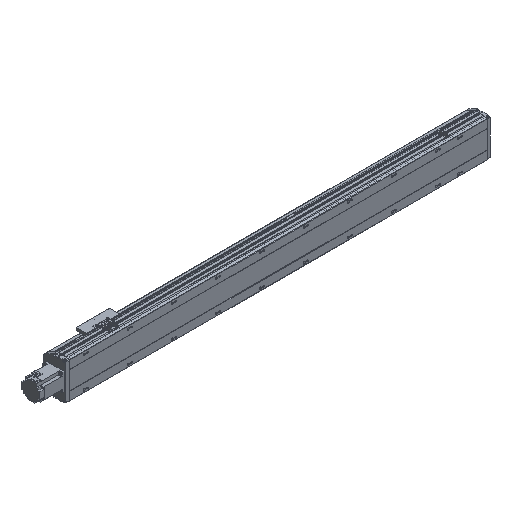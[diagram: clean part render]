
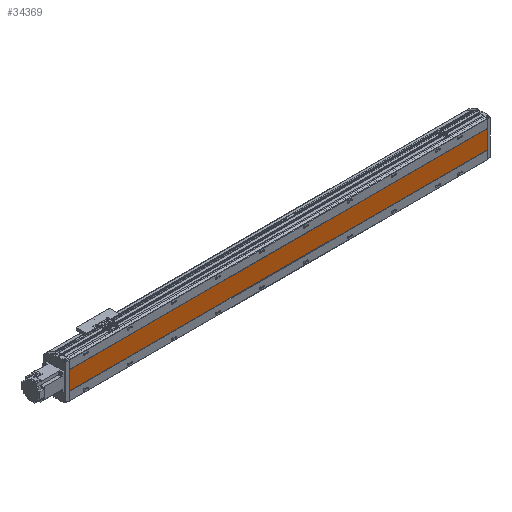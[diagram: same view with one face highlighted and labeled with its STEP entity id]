
A CAD part, isometric view. The second image highlights one B-rep face of the part: STEP entity #34369.
In plain terms, the highlighted planar face has unit normal (0, -1, 0).
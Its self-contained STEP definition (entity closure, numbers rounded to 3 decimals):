
#5131 = DIRECTION ( 'NONE',  ( -1., 0., 0. ) ) ;
#7575 = CARTESIAN_POINT ( 'NONE',  ( 1916., 1., 41.793 ) ) ;
#7600 = DIRECTION ( 'NONE',  ( 0., 0., -1. ) ) ;
#10409 = CARTESIAN_POINT ( 'NONE',  ( 17., 1., -41.793 ) ) ;
#10969 = VECTOR ( 'NONE', #7600, 1000. ) ;
#11516 = CARTESIAN_POINT ( 'NONE',  ( 1916., 1., 41.793 ) ) ;
#13123 = AXIS2_PLACEMENT_3D ( 'NONE', #7575, #21780, #18287 ) ;
#14674 = VERTEX_POINT ( 'NONE', #10409 ) ;
#14966 = CARTESIAN_POINT ( 'NONE',  ( 17., 1., 41.793 ) ) ;
#16960 = ORIENTED_EDGE ( 'NONE', *, *, #26459, .T. ) ;
#17061 = LINE ( 'NONE', #41605, #21812 ) ;
#17280 = DIRECTION ( 'NONE',  ( -1., 0., 0. ) ) ;
#18287 = DIRECTION ( 'NONE',  ( 1., 0., 0. ) ) ;
#18730 = CARTESIAN_POINT ( 'NONE',  ( 1916., 1., 41.793 ) ) ;
#18767 = CARTESIAN_POINT ( 'NONE',  ( 17., 1., 41.793 ) ) ;
#18894 = EDGE_CURVE ( 'NONE', #22521, #36960, #17061, .T. ) ;
#19796 = VECTOR ( 'NONE', #41158, 1000. ) ;
#20326 = ORIENTED_EDGE ( 'NONE', *, *, #36778, .F. ) ;
#21780 = DIRECTION ( 'NONE',  ( 0., 1., 0. ) ) ;
#21812 = VECTOR ( 'NONE', #17280, 1000. ) ;
#22014 = PLANE ( 'NONE',  #13123 ) ;
#22521 = VERTEX_POINT ( 'NONE', #11516 ) ;
#26136 = CARTESIAN_POINT ( 'NONE',  ( 1916., 1., -41.793 ) ) ;
#26351 = ORIENTED_EDGE ( 'NONE', *, *, #18894, .T. ) ;
#26459 = EDGE_CURVE ( 'NONE', #36960, #14674, #35837, .T. ) ;
#28288 = ORIENTED_EDGE ( 'NONE', *, *, #39552, .F. ) ;
#30402 = LINE ( 'NONE', #18730, #19796 ) ;
#34369 = ADVANCED_FACE ( 'NONE', ( #42812 ), #22014, .F. ) ;
#35837 = LINE ( 'NONE', #18767, #10969 ) ;
#36731 = CARTESIAN_POINT ( 'NONE',  ( 1916., 1., -41.793 ) ) ;
#36778 = EDGE_CURVE ( 'NONE', #22521, #38655, #30402, .T. ) ;
#36960 = VERTEX_POINT ( 'NONE', #14966 ) ;
#38037 = EDGE_LOOP ( 'NONE', ( #16960, #28288, #20326, #26351 ) ) ;
#38655 = VERTEX_POINT ( 'NONE', #36731 ) ;
#39552 = EDGE_CURVE ( 'NONE', #38655, #14674, #43880, .T. ) ;
#40403 = VECTOR ( 'NONE', #5131, 1000. ) ;
#41158 = DIRECTION ( 'NONE',  ( 0., 0., -1. ) ) ;
#41605 = CARTESIAN_POINT ( 'NONE',  ( 1916., 1., 41.793 ) ) ;
#42812 = FACE_OUTER_BOUND ( 'NONE', #38037, .T. ) ;
#43880 = LINE ( 'NONE', #26136, #40403 ) ;
